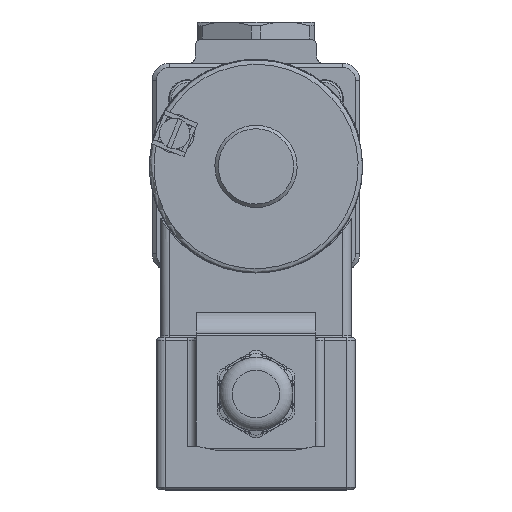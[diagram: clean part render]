
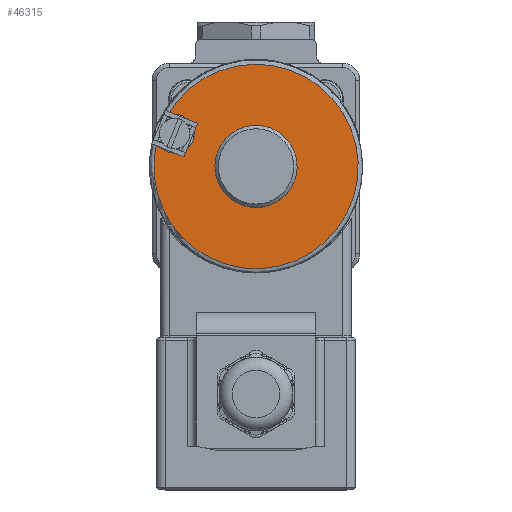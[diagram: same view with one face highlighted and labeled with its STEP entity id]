
A CAD part, top view. The second image highlights one B-rep face of the part: STEP entity #46315.
In plain terms, the highlighted planar face has unit normal (0, 0, 1).
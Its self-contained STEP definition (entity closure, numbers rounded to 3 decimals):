
#14513=PLANE('',#48323);
#14778=FACE_BOUND('',#19707,.T.);
#17097=FACE_OUTER_BOUND('',#19706,.T.);
#19706=EDGE_LOOP('',(#43268,#43269));
#19707=EDGE_LOOP('',(#43270));
#20249=CIRCLE('',#48322,4.5);
#20250=CIRCLE('',#48324,23.6);
#20251=CIRCLE('',#48325,8.7);
#24417=VERTEX_POINT('',#83076);
#24418=VERTEX_POINT('',#83077);
#24424=VERTEX_POINT('',#83095);
#30750=EDGE_CURVE('',#24418,#24417,#20249,.T.);
#30751=EDGE_CURVE('',#24418,#24417,#20250,.T.);
#30752=EDGE_CURVE('',#24424,#24424,#20251,.T.);
#43268=ORIENTED_EDGE('',*,*,#30750,.T.);
#43269=ORIENTED_EDGE('',*,*,#30751,.F.);
#43270=ORIENTED_EDGE('',*,*,#30752,.F.);
#46315=ADVANCED_FACE('',(#17097,#14778),#14513,.T.);
#48322=AXIS2_PLACEMENT_3D('',#83092,#56156,#56157);
#48323=AXIS2_PLACEMENT_3D('',#83093,#56158,#56159);
#48324=AXIS2_PLACEMENT_3D('',#83094,#56160,#56161);
#48325=AXIS2_PLACEMENT_3D('',#83096,#56162,#56163);
#56156=DIRECTION('center_axis',(0.,0.,
-1.));
#56157=DIRECTION('ref_axis',(-1.,0.,0.));
#56158=DIRECTION('center_axis',(0.,0.,
1.));
#56159=DIRECTION('ref_axis',(0.927,-0.375,0.));
#56160=DIRECTION('center_axis',(0.,0.,
-1.));
#56161=DIRECTION('ref_axis',(0.375,0.927,0.));
#56162=DIRECTION('center_axis',(0.,0.,
1.));
#56163=DIRECTION('ref_axis',(0.988,0.158,0.));
#83076=CARTESIAN_POINT('',(-22.887,5.757,93.7));
#83077=CARTESIAN_POINT('',(-20.463,11.758,93.7));
#83092=CARTESIAN_POINT('Origin',(-18.775,7.586,93.7));
#83093=CARTESIAN_POINT('Origin',(5.554,13.746,93.7));
#83094=CARTESIAN_POINT('Origin',(0.,0.,
93.7));
#83095=CARTESIAN_POINT('',(-8.591,-1.37,93.7));
#83096=CARTESIAN_POINT('Origin',(0.,0.,
93.7));
